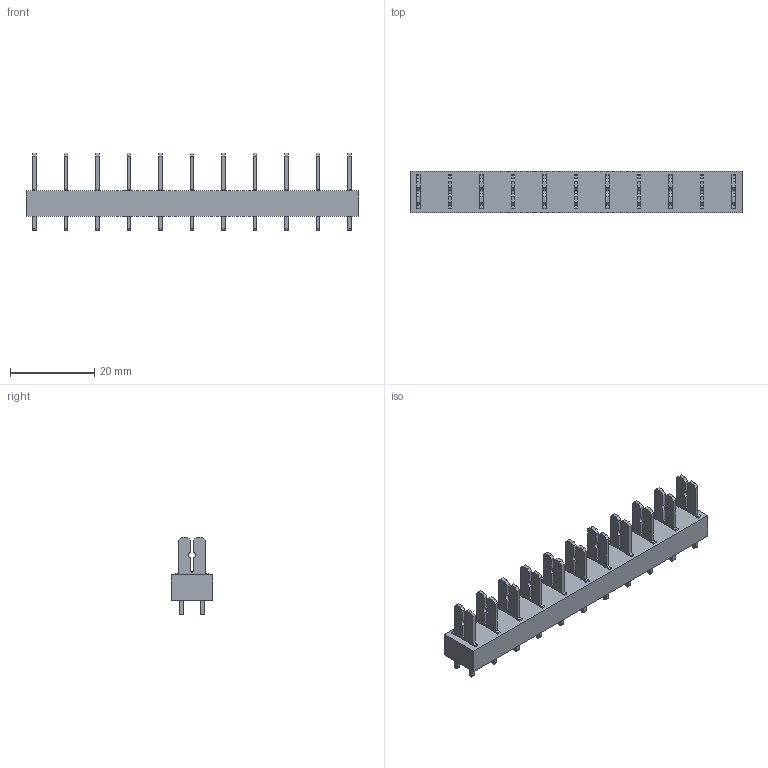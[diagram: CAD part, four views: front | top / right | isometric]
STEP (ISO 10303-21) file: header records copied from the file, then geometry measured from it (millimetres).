
FILE_DESCRIPTION(('CATIA V5 STEP Exchange','CAx-IF Rec.Pracs.--- Model Styling and Organization---1.2---2011-12-15'),'2;1');
FILE_NAME ('D1464862_0_9500720000_9500720000.stp','2018-12-03T09:12:30+00:00',('none'),('Weidmueller'),'CATIA Version 5-6 Release 2014','CATIA V5 STEP AP214','none');
FILE_SCHEMA(('AUTOMOTIVE_DESIGN { 1 0 10303 214 1 1 1 1 }'));
Length unit declared in the file: millimetre
Products named in the file (1): 9500720000
Bounding box: 79 x 9.8 x 18.5 mm (x, y, z)
Volume: 5140.7 mm3; surface area: 5319.1 mm2
Topology: 12 solids, 12 shells, 446 faces, 1266 edges, 844 vertices
Faces by surface type: plane 369, cylinder 77
Entity records: 12534 total; most frequent: ORIENTED_EDGE 2532, CARTESIAN_POINT 2191, DIRECTION 1426, EDGE_CURVE 1266, VECTOR 1112, LINE 1112, VERTEX_POINT 844, EDGE_LOOP 490
